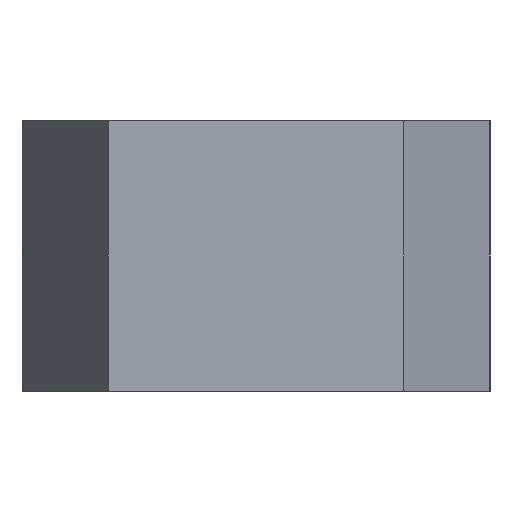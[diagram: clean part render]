
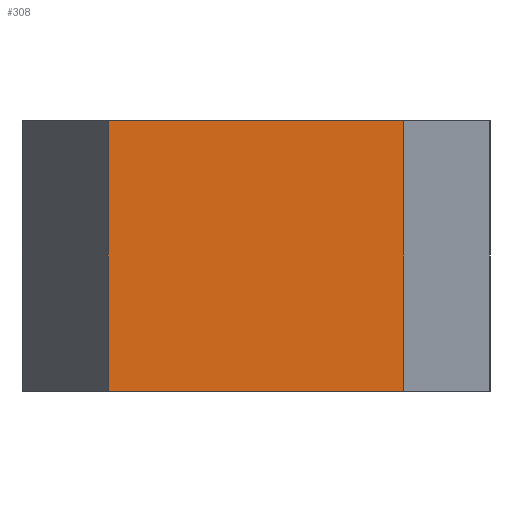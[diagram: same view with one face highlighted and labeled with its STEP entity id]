
A CAD part, left-side view. The second image highlights one B-rep face of the part: STEP entity #308.
In plain terms, the highlighted planar face has unit normal (-1, 0, 0).
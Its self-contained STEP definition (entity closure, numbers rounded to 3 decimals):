
#30 = ORIENTED_EDGE ( 'NONE', *, *, #269, .T. ) ;
#41 = LINE ( 'NONE', #115, #445 ) ;
#82 = PLANE ( 'NONE',  #560 ) ;
#91 = LINE ( 'NONE', #766, #831 ) ;
#93 = CARTESIAN_POINT ( 'NONE',  ( -80., 12., 22. ) ) ;
#115 = CARTESIAN_POINT ( 'NONE',  ( -80., -12., 22. ) ) ;
#120 = LINE ( 'NONE', #798, #625 ) ;
#257 = DIRECTION ( 'NONE',  ( 0., -1., 0. ) ) ;
#269 = EDGE_CURVE ( 'NONE', #741, #548, #91, .T. ) ;
#308 = ADVANCED_FACE ( 'NONE', ( #436 ), #82, .F. ) ;
#319 = ORIENTED_EDGE ( 'NONE', *, *, #637, .F. ) ;
#338 = CARTESIAN_POINT ( 'NONE',  ( -80., -12., 22. ) ) ;
#371 = CARTESIAN_POINT ( 'NONE',  ( -80., -12., 22. ) ) ;
#378 = VECTOR ( 'NONE', #257, 1000. ) ;
#402 = DIRECTION ( 'NONE',  ( 0., 0., -1. ) ) ;
#405 = DIRECTION ( 'NONE',  ( 0., -1., 0. ) ) ;
#414 = ORIENTED_EDGE ( 'NONE', *, *, #423, .F. ) ;
#423 = EDGE_CURVE ( 'NONE', #673, #788, #41, .T. ) ;
#436 = FACE_OUTER_BOUND ( 'NONE', #566, .T. ) ;
#438 = EDGE_CURVE ( 'NONE', #548, #788, #120, .T. ) ;
#439 = CARTESIAN_POINT ( 'NONE',  ( -80., -12., 0. ) ) ;
#445 = VECTOR ( 'NONE', #402, 1000. ) ;
#548 = VERTEX_POINT ( 'NONE', #787 ) ;
#560 = AXIS2_PLACEMENT_3D ( 'NONE', #371, #671, #866 ) ;
#566 = EDGE_LOOP ( 'NONE', ( #744, #414, #319, #30 ) ) ;
#625 = VECTOR ( 'NONE', #405, 1000. ) ;
#633 = DIRECTION ( 'NONE',  ( 0., 0., -1. ) ) ;
#637 = EDGE_CURVE ( 'NONE', #741, #673, #884, .T. ) ;
#671 = DIRECTION ( 'NONE',  ( 1., 0., 0. ) ) ;
#673 = VERTEX_POINT ( 'NONE', #338 ) ;
#741 = VERTEX_POINT ( 'NONE', #93 ) ;
#744 = ORIENTED_EDGE ( 'NONE', *, *, #438, .T. ) ;
#748 = CARTESIAN_POINT ( 'NONE',  ( -80., -12., 22. ) ) ;
#766 = CARTESIAN_POINT ( 'NONE',  ( -80., 12., 22. ) ) ;
#787 = CARTESIAN_POINT ( 'NONE',  ( -80., 12., 0. ) ) ;
#788 = VERTEX_POINT ( 'NONE', #439 ) ;
#798 = CARTESIAN_POINT ( 'NONE',  ( -80., -12., 0. ) ) ;
#831 = VECTOR ( 'NONE', #633, 1000. ) ;
#866 = DIRECTION ( 'NONE',  ( 0., 0., -1. ) ) ;
#884 = LINE ( 'NONE', #748, #378 ) ;
